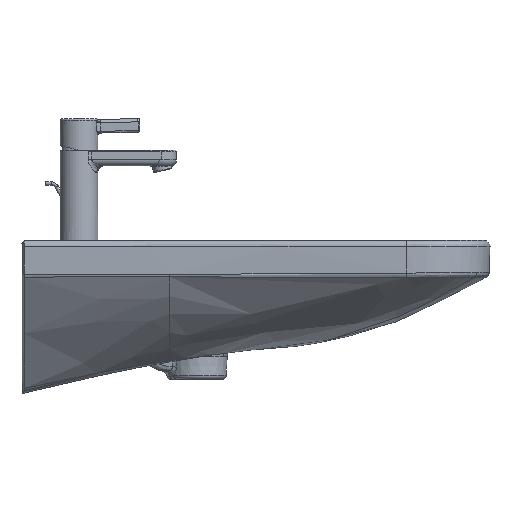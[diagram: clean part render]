
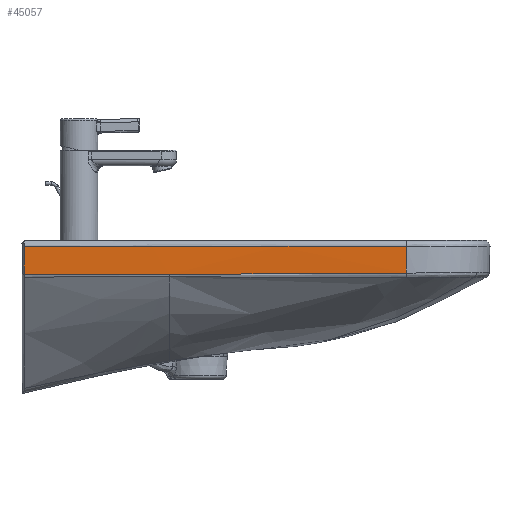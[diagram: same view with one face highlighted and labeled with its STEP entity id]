
A CAD part, front view. The second image highlights one B-rep face of the part: STEP entity #45057.
In plain terms, the highlighted conical face has half-angle 1.693 degrees and reference radius 14999.3 mm.
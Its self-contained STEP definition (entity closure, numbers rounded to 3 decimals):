
#38102=CARTESIAN_POINT('',(179.995,-323.823,-41.233));
#38103=VERTEX_POINT('',#38102);
#38112=CARTESIAN_POINT('',(467.978,-321.008,-39.716));
#38113=VERTEX_POINT('',#38112);
#38121=CARTESIAN_POINT('',(179.995,-323.823,-41.232));
#38122=CARTESIAN_POINT('',(182.482,-323.823,-41.226));
#38123=CARTESIAN_POINT('',(184.968,-323.822,-41.219));
#38124=CARTESIAN_POINT('',(187.443,-323.82,-41.211));
#38125=CARTESIAN_POINT('',(191.411,-323.817,-41.196));
#38126=CARTESIAN_POINT('',(195.377,-323.812,-41.178));
#38127=CARTESIAN_POINT('',(196.016,-323.811,-41.175));
#38128=CARTESIAN_POINT('',(201.459,-323.804,-41.149));
#38129=CARTESIAN_POINT('',(206.901,-323.794,-41.125));
#38130=CARTESIAN_POINT('',(210.856,-323.786,-41.106));
#38131=CARTESIAN_POINT('',(221.738,-323.759,-41.052));
#38132=CARTESIAN_POINT('',(232.621,-323.723,-40.999));
#38133=CARTESIAN_POINT('',(239.546,-323.696,-40.963));
#38134=CARTESIAN_POINT('',(255.386,-323.624,-40.885));
#38135=CARTESIAN_POINT('',(271.222,-323.532,-40.804));
#38136=CARTESIAN_POINT('',(280.135,-323.474,-40.758));
#38137=CARTESIAN_POINT('',(294.977,-323.365,-40.682));
#38138=CARTESIAN_POINT('',(309.818,-323.239,-40.608));
#38139=CARTESIAN_POINT('',(315.837,-323.184,-40.578));
#38140=CARTESIAN_POINT('',(327.715,-323.071,-40.521));
#38141=CARTESIAN_POINT('',(339.592,-322.946,-40.465));
#38142=CARTESIAN_POINT('',(345.539,-322.88,-40.438));
#38143=CARTESIAN_POINT('',(356.712,-322.751,-40.386));
#38144=CARTESIAN_POINT('',(367.884,-322.612,-40.335));
#38145=CARTESIAN_POINT('',(373.125,-322.544,-40.311));
#38146=CARTESIAN_POINT('',(383.622,-322.404,-40.263));
#38147=CARTESIAN_POINT('',(394.119,-322.255,-40.212));
#38148=CARTESIAN_POINT('',(399.36,-322.178,-40.187));
#38149=CARTESIAN_POINT('',(408.051,-322.047,-40.142));
#38150=CARTESIAN_POINT('',(416.741,-321.91,-40.094));
#38151=CARTESIAN_POINT('',(420.329,-321.853,-40.073));
#38152=CARTESIAN_POINT('',(427.286,-321.739,-40.032));
#38153=CARTESIAN_POINT('',(434.243,-321.621,-39.987));
#38154=CARTESIAN_POINT('',(437.733,-321.561,-39.963));
#38155=CARTESIAN_POINT('',(443.565,-321.459,-39.921));
#38156=CARTESIAN_POINT('',(449.395,-321.355,-39.877));
#38157=CARTESIAN_POINT('',(451.666,-321.313,-39.859));
#38158=CARTESIAN_POINT('',(456.306,-321.228,-39.821));
#38159=CARTESIAN_POINT('',(460.946,-321.142,-39.78));
#38160=CARTESIAN_POINT('',(463.381,-321.096,-39.758));
#38161=CARTESIAN_POINT('',(465.681,-321.052,-39.739));
#38162=CARTESIAN_POINT('',(467.978,-321.008,-39.716));
#38163=B_SPLINE_CURVE_WITH_KNOTS('',5,(#38121,#38122,#38123,#38124,#38125,#38126,#38127,#38128,#38129,#38130,#38131,#38132,#38133,#38134,#38135,#38136,#38137,#38138,#38139,#38140,#38141,#38142,#38143,#38144,#38145,#38146,#38147,#38148,#38149,#38150,#38151,#38152,#38153,#38154,#38155,#38156,#38157,#38158,#38159,#38160,#38161,#38162),.UNSPECIFIED.,.F.,.U.,(6,3,3,3,3,3,3,3,3,3,3,3,3,6),(379.267,391.65,399.071,418.815,453.388,497.877,527.482,557.176,583.264,609.353,626.667,644.102,655.796,667.285),.UNSPECIFIED.);
#38164=EDGE_CURVE('',#38103,#38113,#38163,.T.);
#38451=CARTESIAN_POINT('',(467.996,-321.968,-7.207));
#38452=VERTEX_POINT('',#38451);
#38529=CARTESIAN_POINT('',(467.996,-321.968,-7.207));
#38530=DIRECTION('',(-0.001,0.03,-1.));
#38531=VECTOR('',#38530,32.523);
#38532=LINE('',#38529,#38531);
#38533=EDGE_CURVE('',#38452,#38113,#38532,.T.);
#44987=CARTESIAN_POINT('',(2.713,-322.841,-41.02));
#44988=VERTEX_POINT('',#44987);
#44989=CARTESIAN_POINT('',(179.995,-323.823,-41.233));
#44990=CARTESIAN_POINT('',(176.599,-323.824,-41.238));
#44991=CARTESIAN_POINT('',(173.205,-323.824,-41.242));
#44992=CARTESIAN_POINT('',(169.813,-323.824,-41.245));
#44993=CARTESIAN_POINT('',(156.304,-323.816,-41.257));
#44994=CARTESIAN_POINT('',(142.852,-323.794,-41.262));
#44995=CARTESIAN_POINT('',(132.899,-323.769,-41.263));
#44996=CARTESIAN_POINT('',(119.423,-323.725,-41.26));
#44997=CARTESIAN_POINT('',(105.934,-323.665,-41.251));
#44998=CARTESIAN_POINT('',(102.565,-323.649,-41.248));
#44999=CARTESIAN_POINT('',(95.87,-323.616,-41.242));
#45000=CARTESIAN_POINT('',(89.193,-323.579,-41.235));
#45001=CARTESIAN_POINT('',(85.686,-323.559,-41.231));
#45002=CARTESIAN_POINT('',(74.696,-323.492,-41.217));
#45003=CARTESIAN_POINT('',(63.743,-323.416,-41.198));
#45004=CARTESIAN_POINT('',(56.097,-323.357,-41.183));
#45005=CARTESIAN_POINT('',(42.941,-323.249,-41.153));
#45006=CARTESIAN_POINT('',(29.809,-323.127,-41.115));
#45007=CARTESIAN_POINT('',(24.304,-323.073,-41.098));
#45008=CARTESIAN_POINT('',(16.699,-322.995,-41.072));
#45009=CARTESIAN_POINT('',(9.096,-322.913,-41.044));
#45010=CARTESIAN_POINT('',(6.966,-322.889,-41.036));
#45011=CARTESIAN_POINT('',(4.836,-322.865,-41.028));
#45012=CARTESIAN_POINT('',(2.713,-322.841,-41.02));
#45013=B_SPLINE_CURVE_WITH_KNOTS('',5,(#44989,#44990,#44991,#44992,#44993,#44994,#44995,#44996,#44997,#44998,#44999,#45000,#45001,#45002,#45003,#45004,#45005,#45006,#45007,#45008,#45009,#45010,#45011,#45012),.UNSPECIFIED.,.F.,.U.,(6,3,3,3,3,3,3,6),(477.714,494.545,544.88,561.633,578.194,616.62,644.38,655.005),.UNSPECIFIED.);
#45014=EDGE_CURVE('',#44988,#38103,#45013,.F.);
#45028=CARTESIAN_POINT('',(175.0,14675.5,-42.84));
#45029=DIRECTION('',(0.0,0.0,1.0));
#45030=DIRECTION('',(-0.012,-1.,0.0));
#45031=AXIS2_PLACEMENT_3D('',#45028,#45029,#45030);
#45032=CONICAL_SURFACE('',#45031,14999.277,1.693);
#45033=ORIENTED_EDGE('',*,*,#38533,.F.);
#45034=CARTESIAN_POINT('',(2.703,-323.84,-7.207));
#45035=VERTEX_POINT('',#45034);
#45036=CARTESIAN_POINT('',(175.0,14675.5,-7.207));
#45037=DIRECTION('',(0.0,0.0,1.0));
#45038=DIRECTION('',(1.0,0.0,0.0));
#45039=AXIS2_PLACEMENT_3D('',#45036,#45037,#45038);
#45040=CIRCLE('',#45039,15000.33);
#45041=EDGE_CURVE('',#45035,#38452,#45040,.T.);
#45042=ORIENTED_EDGE('',*,*,#45041,.F.);
#45043=CARTESIAN_POINT('',(2.703,-323.84,-7.207));
#45044=CARTESIAN_POINT('',(2.705,-323.628,-14.394));
#45045=CARTESIAN_POINT('',(2.708,-323.416,-21.581));
#45046=CARTESIAN_POINT('',(2.71,-323.203,-28.767));
#45047=CARTESIAN_POINT('',(2.711,-323.082,-32.851));
#45048=CARTESIAN_POINT('',(2.712,-322.962,-36.936));
#45049=CARTESIAN_POINT('',(2.713,-322.841,-41.02));
#45050=B_SPLINE_CURVE_WITH_KNOTS('',3,(#45043,#45044,#45045,#45046,#45047,#45048,#45049),.UNSPECIFIED.,.F.,.U.,(4,3,4),(0.0,30.505,47.839),.UNSPECIFIED.);
#45051=EDGE_CURVE('',#44988,#45035,#45050,.F.);
#45052=ORIENTED_EDGE('',*,*,#45051,.F.);
#45053=ORIENTED_EDGE('',*,*,#45014,.T.);
#45054=ORIENTED_EDGE('',*,*,#38164,.T.);
#45055=EDGE_LOOP('',(#45033,#45042,#45052,#45053,#45054));
#45056=FACE_OUTER_BOUND('',#45055,.T.);
#45057=ADVANCED_FACE('',(#45056),#45032,.T.);
